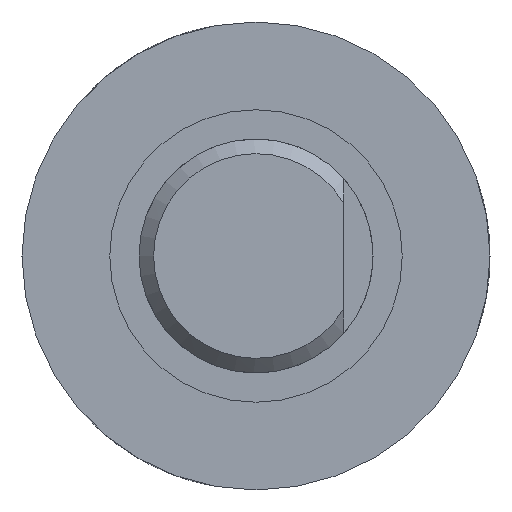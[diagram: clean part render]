
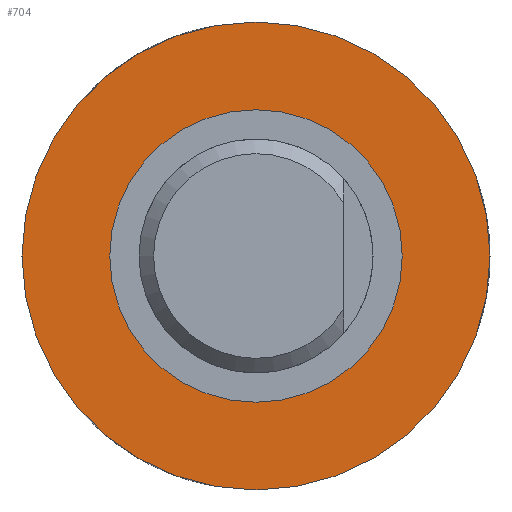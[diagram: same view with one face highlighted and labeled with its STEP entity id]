
A CAD part, front view. The second image highlights one B-rep face of the part: STEP entity #704.
In plain terms, the highlighted planar face has unit normal (0, -1, 0).
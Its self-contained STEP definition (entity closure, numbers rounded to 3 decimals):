
#37=FACE_BOUND('',#216,.T.);
#137=PLANE('',#792);
#172=FACE_OUTER_BOUND('',#215,.T.);
#215=EDGE_LOOP('',(#661,#662));
#216=EDGE_LOOP('',(#663,#664));
#273=CIRCLE('',#769,2.5);
#274=CIRCLE('',#770,2.5);
#277=CIRCLE('',#790,4.);
#278=CIRCLE('',#791,4.);
#314=VERTEX_POINT('',#1242);
#315=VERTEX_POINT('',#1244);
#348=VERTEX_POINT('',#1555);
#349=VERTEX_POINT('',#1556);
#401=EDGE_CURVE('',#315,#314,#273,.T.);
#402=EDGE_CURVE('',#314,#315,#274,.T.);
#452=EDGE_CURVE('',#348,#349,#277,.T.);
#453=EDGE_CURVE('',#349,#348,#278,.T.);
#661=ORIENTED_EDGE('',*,*,#452,.T.);
#662=ORIENTED_EDGE('',*,*,#453,.T.);
#663=ORIENTED_EDGE('',*,*,#401,.T.);
#664=ORIENTED_EDGE('',*,*,#402,.T.);
#704=ADVANCED_FACE('',(#172,#37),#137,.T.);
#769=AXIS2_PLACEMENT_3D('',#1245,#894,#895);
#770=AXIS2_PLACEMENT_3D('',#1246,#896,#897);
#790=AXIS2_PLACEMENT_3D('',#1557,#965,#966);
#791=AXIS2_PLACEMENT_3D('',#1558,#967,#968);
#792=AXIS2_PLACEMENT_3D('',#1560,#970,#971);
#894=DIRECTION('center_axis',(0.,1.,0.));
#895=DIRECTION('ref_axis',(1.,0.,0.));
#896=DIRECTION('center_axis',(0.,1.,0.));
#897=DIRECTION('ref_axis',(1.,0.,0.));
#965=DIRECTION('center_axis',(0.,-1.,0.));
#966=DIRECTION('ref_axis',(1.,0.,0.));
#967=DIRECTION('center_axis',(0.,-1.,0.));
#968=DIRECTION('ref_axis',(1.,0.,0.));
#970=DIRECTION('center_axis',(0.,-1.,0.));
#971=DIRECTION('ref_axis',(0.,0.,-1.));
#1242=CARTESIAN_POINT('',(-2.5,-20.,0.));
#1244=CARTESIAN_POINT('',(2.5,-20.,0.));
#1245=CARTESIAN_POINT('Origin',(0.,-20.,0.));
#1246=CARTESIAN_POINT('Origin',(0.,-20.,0.));
#1555=CARTESIAN_POINT('',(4.,-20.,0.));
#1556=CARTESIAN_POINT('',(-4.,-20.,0.));
#1557=CARTESIAN_POINT('Origin',(0.,-20.,0.));
#1558=CARTESIAN_POINT('Origin',(0.,-20.,0.));
#1560=CARTESIAN_POINT('Origin',(0.,-20.,0.));
